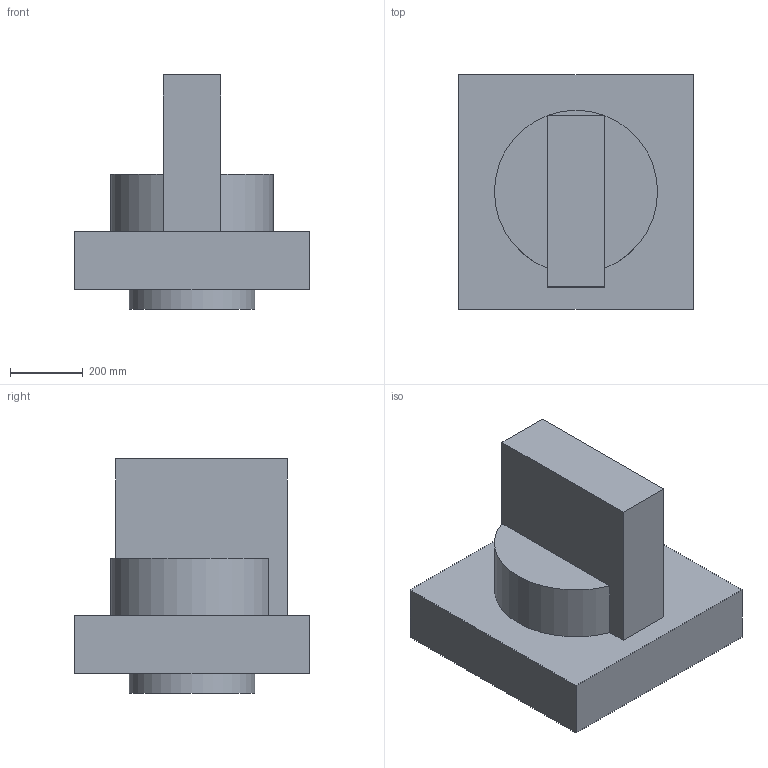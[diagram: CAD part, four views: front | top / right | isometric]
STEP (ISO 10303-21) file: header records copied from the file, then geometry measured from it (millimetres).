
FILE_DESCRIPTION((' '),'2;1');
FILE_NAME('KT7-HTN_3D.stp','2012-04-03T16:42:37',(' '),(' '),' ','ACIS',' ');
FILE_SCHEMA(('CONFIG_CONTROL_DESIGN'));
Length unit declared in the file: millimetre
Products named in the file (1): KT7-HTN_3D.stp
Bounding box: 647.5 x 647.5 x 646 mm (x, y, z)
Volume: 109572897.3 mm3; surface area: 2010067.5 mm2
Topology: 1 solids, 1 shells, 17 faces, 36 edges, 24 vertices
Faces by surface type: plane 14, cylinder 3
Full cylindrical faces by diameter (mm): 321 x1, 346 x1
Entity records: 553 total; most frequent: CARTESIAN_POINT 76, DIRECTION 76, ORIENTED_EDGE 68, EDGE_CURVE 34, VECTOR 28, LINE 28, AXIS2_PLACEMENT_3D 24, VERTEX_POINT 24
